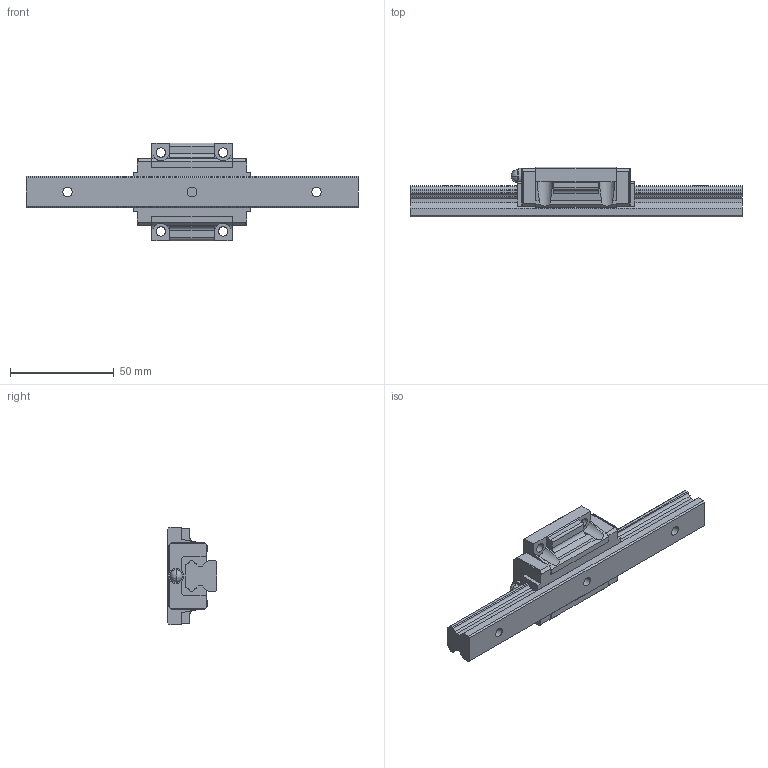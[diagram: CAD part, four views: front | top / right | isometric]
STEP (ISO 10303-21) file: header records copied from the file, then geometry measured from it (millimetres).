
FILE_DESCRIPTION( ( '' ), '1' );
FILE_NAME( 'HSR15 B 1 SS +160L( 20PB1021B051.7000).stp', '2015-10-08T17:11:16', ( '' ), ( '' ), ' ', ' ', ' ' );
FILE_SCHEMA( ( 'automotive_design' ) );
Length unit declared in the file: millimetre
Products named in the file (3): 1; 2; 3
Bounding box: 160 x 24 x 47 mm (x, y, z)
Volume: 60133.9 mm3; surface area: 20888.8 mm2
Topology: 3 solids, 3 shells, 198 faces, 559 edges, 370 vertices
Faces by surface type: plane 146, cylinder 50, sphere 2
Entity records: 12661 total; most frequent: STYLED_ITEM 1126, PRESENTATION_STYLE_ASSIGNMENT 1126, CARTESIAN_POINT 1126, COLOUR_RGB 1126, ORIENTED_EDGE 1110, DIRECTION 1072, EDGE_CURVE 555, CURVE_STYLE 555
